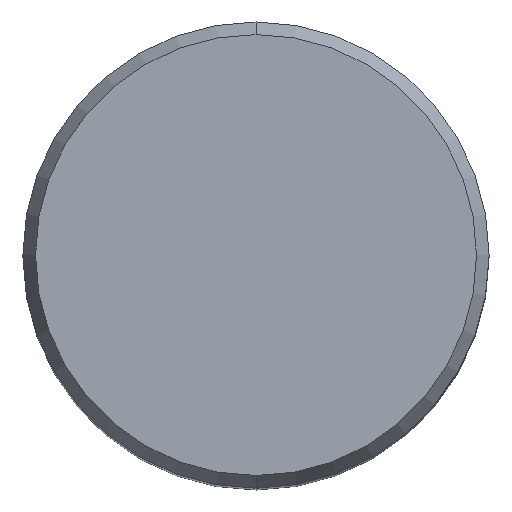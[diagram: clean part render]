
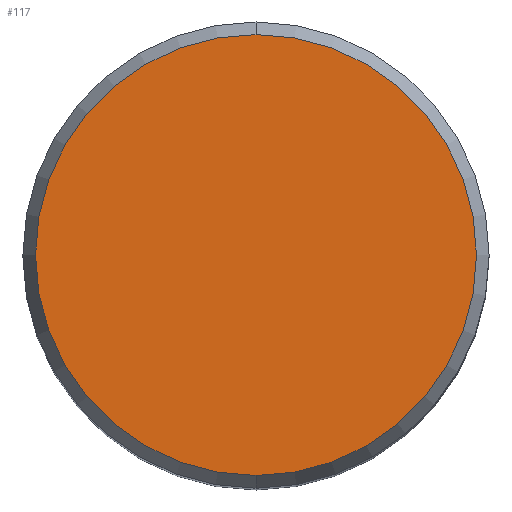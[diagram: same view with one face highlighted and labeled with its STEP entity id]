
A CAD part, top view. The second image highlights one B-rep face of the part: STEP entity #117.
In plain terms, the highlighted planar face has unit normal (0, 0, 1).
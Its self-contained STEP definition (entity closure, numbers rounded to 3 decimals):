
#107=VERTEX_POINT('',#260);
#117=ADVANCED_FACE('',(#270),#271,.T.);
#121=EDGE_CURVE('',#161,#107,#275,.T.);
#133=EDGE_CURVE('',#107,#161,#289,.T.);
#161=VERTEX_POINT('',#321);
#260=CARTESIAN_POINT('',(0.,-12.012,0.0));
#270=FACE_OUTER_BOUND('',#435,.T.);
#271=PLANE('',#436);
#275=CIRCLE('',#441,12.012);
#289=CIRCLE('',#454,12.012);
#321=CARTESIAN_POINT('',(0.0,12.012,0.0));
#435=EDGE_LOOP('',(#633,#634));
#436=AXIS2_PLACEMENT_3D('',#635,#636,#637);
#441=AXIS2_PLACEMENT_3D('',#638,#639,#640);
#454=AXIS2_PLACEMENT_3D('',#659,#660,#661);
#633=ORIENTED_EDGE('',*,*,#121,.F.);
#634=ORIENTED_EDGE('',*,*,#133,.F.);
#635=CARTESIAN_POINT('',(0.0,6.006,0.0));
#636=DIRECTION('',(-0.0,0.0,1.0));
#637=DIRECTION('',(0.0,-1.0,0.0));
#638=CARTESIAN_POINT('',(0.0,0.0,0.0));
#639=DIRECTION('',(0.0,0.0,-1.0));
#640=DIRECTION('',(0.0,1.0,0.0));
#659=CARTESIAN_POINT('',(0.0,0.0,0.0));
#660=DIRECTION('',(0.0,0.0,-1.0));
#661=DIRECTION('',(0.0,1.0,0.0));
